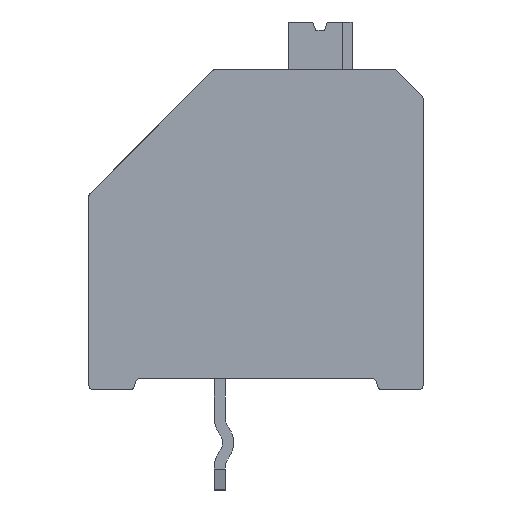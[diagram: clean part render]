
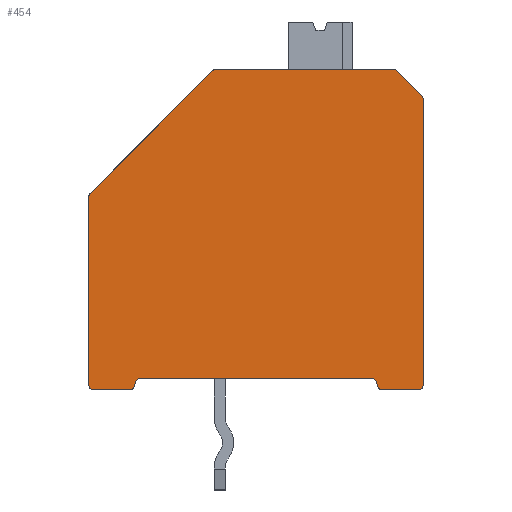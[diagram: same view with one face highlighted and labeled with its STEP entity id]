
A CAD part, front view. The second image highlights one B-rep face of the part: STEP entity #454.
In plain terms, the highlighted planar face has unit normal (0, -1, 0).
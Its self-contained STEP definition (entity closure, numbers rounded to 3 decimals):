
#454 = ADVANCED_FACE( '', ( #1135 ), #1136, .F. );
#1135 = FACE_OUTER_BOUND( '', #2072, .T. );
#1136 = PLANE( '', #2073 );
#2072 = EDGE_LOOP( '', ( #3174, #3175, #3176, #3177, #3178, #3179, #3180, #3181, #3182, #3183, #3184, #3185, #3186, #3187, #3188, #3189, #3190, #3191, #3192, #3193 ) );
#2073 = AXIS2_PLACEMENT_3D( '', #3194, #3195, #3196 );
#3174 = ORIENTED_EDGE( '', *, *, #5954, .F. );
#3175 = ORIENTED_EDGE( '', *, *, #5955, .F. );
#3176 = ORIENTED_EDGE( '', *, *, #5956, .F. );
#3177 = ORIENTED_EDGE( '', *, *, #5957, .F. );
#3178 = ORIENTED_EDGE( '', *, *, #5804, .F. );
#3179 = ORIENTED_EDGE( '', *, *, #5958, .F. );
#3180 = ORIENTED_EDGE( '', *, *, #5945, .F. );
#3181 = ORIENTED_EDGE( '', *, *, #5896, .F. );
#3182 = ORIENTED_EDGE( '', *, *, #5959, .F. );
#3183 = ORIENTED_EDGE( '', *, *, #5960, .F. );
#3184 = ORIENTED_EDGE( '', *, *, #5839, .F. );
#3185 = ORIENTED_EDGE( '', *, *, #5961, .F. );
#3186 = ORIENTED_EDGE( '', *, *, #5962, .F. );
#3187 = ORIENTED_EDGE( '', *, *, #5963, .F. );
#3188 = ORIENTED_EDGE( '', *, *, #5964, .F. );
#3189 = ORIENTED_EDGE( '', *, *, #5965, .F. );
#3190 = ORIENTED_EDGE( '', *, *, #5966, .F. );
#3191 = ORIENTED_EDGE( '', *, *, #5967, .F. );
#3192 = ORIENTED_EDGE( '', *, *, #5931, .F. );
#3193 = ORIENTED_EDGE( '', *, *, #5968, .F. );
#3194 = CARTESIAN_POINT( '', ( 0.17, -2.06, 6.76 ) );
#3195 = DIRECTION( '', ( 0., 1., 0. ) );
#3196 = DIRECTION( '', ( 0., 0., 1. ) );
#5804 = EDGE_CURVE( '', #6958, #6961, #6962, .T. );
#5839 = EDGE_CURVE( '', #7023, #7026, #7027, .T. );
#5896 = EDGE_CURVE( '', #7127, #7122, #7129, .T. );
#5931 = EDGE_CURVE( '', #7190, #7192, #7193, .T. );
#5945 = EDGE_CURVE( '', #7122, #7212, #7213, .T. );
#5954 = EDGE_CURVE( '', #7227, #7228, #7229, .T. );
#5955 = EDGE_CURVE( '', #7230, #7227, #7231, .T. );
#5956 = EDGE_CURVE( '', #7232, #7230, #7233, .T. );
#5957 = EDGE_CURVE( '', #6961, #7232, #7234, .T. );
#5958 = EDGE_CURVE( '', #7212, #6958, #7235, .T. );
#5959 = EDGE_CURVE( '', #7236, #7127, #7237, .T. );
#5960 = EDGE_CURVE( '', #7026, #7236, #7238, .T. );
#5961 = EDGE_CURVE( '', #7239, #7023, #7240, .T. );
#5962 = EDGE_CURVE( '', #7241, #7239, #7242, .T. );
#5963 = EDGE_CURVE( '', #7243, #7241, #7244, .T. );
#5964 = EDGE_CURVE( '', #7245, #7243, #7246, .T. );
#5965 = EDGE_CURVE( '', #7247, #7245, #7248, .T. );
#5966 = EDGE_CURVE( '', #7249, #7247, #7250, .T. );
#5967 = EDGE_CURVE( '', #7192, #7249, #7251, .T. );
#5968 = EDGE_CURVE( '', #7228, #7190, #7252, .T. );
#6958 = VERTEX_POINT( '', #8670 );
#6961 = VERTEX_POINT( '', #8674 );
#6962 = CIRCLE( '', #8675, 0.17 );
#7023 = VERTEX_POINT( '', #8764 );
#7026 = VERTEX_POINT( '', #8768 );
#7027 = CIRCLE( '', #8769, 0.17 );
#7122 = VERTEX_POINT( '', #8896 );
#7127 = VERTEX_POINT( '', #8903 );
#7129 = LINE( '', #8906, #8907 );
#7190 = VERTEX_POINT( '', #9008 );
#7192 = VERTEX_POINT( '', #9011 );
#7193 = CIRCLE( '', #9012, 0.17 );
#7212 = VERTEX_POINT( '', #9037 );
#7213 = CIRCLE( '', #9038, 0.17 );
#7227 = VERTEX_POINT( '', #9057 );
#7228 = VERTEX_POINT( '', #9058 );
#7229 = CIRCLE( '', #9059, 0.17 );
#7230 = VERTEX_POINT( '', #9060 );
#7231 = LINE( '', #9061, #9062 );
#7232 = VERTEX_POINT( '', #9063 );
#7233 = CIRCLE( '', #9064, 0.17 );
#7234 = LINE( '', #9065, #9066 );
#7235 = LINE( '', #9067, #9068 );
#7236 = VERTEX_POINT( '', #9069 );
#7237 = CIRCLE( '', #9070, 0.17 );
#7238 = LINE( '', #9071, #9072 );
#7239 = VERTEX_POINT( '', #9073 );
#7240 = LINE( '', #9074, #9075 );
#7241 = VERTEX_POINT( '', #9076 );
#7242 = CIRCLE( '', #9077, 0.17 );
#7243 = VERTEX_POINT( '', #9078 );
#7244 = LINE( '', #9079, #9080 );
#7245 = VERTEX_POINT( '', #9081 );
#7246 = CIRCLE( '', #9082, 0.17 );
#7247 = VERTEX_POINT( '', #9083 );
#7248 = LINE( '', #9084, #9085 );
#7249 = VERTEX_POINT( '', #9086 );
#7250 = CIRCLE( '', #9087, 0.17 );
#7251 = LINE( '', #9088, #9089 );
#7252 = LINE( '', #9090, #9091 );
#8670 = CARTESIAN_POINT( '', ( 1.634, -2.06, -0.044 ) );
#8674 = CARTESIAN_POINT( '', ( 1.47, -2.06, -0.17 ) );
#8675 = AXIS2_PLACEMENT_3D( '', #11064, #11065, #11066 );
#8764 = CARTESIAN_POINT( '', ( 10.53, -2.06, -0.17 ) );
#8768 = CARTESIAN_POINT( '', ( 10.366, -2.06, -0.044 ) );
#8769 = AXIS2_PLACEMENT_3D( '', #11099, #11100, #11101 );
#8896 = CARTESIAN_POINT( '', ( 1.838, -2.06, 0.23 ) );
#8903 = CARTESIAN_POINT( '', ( 10.162, -2.06, 0.23 ) );
#8906 = CARTESIAN_POINT( '', ( 1.838, -2.06, 0.23 ) );
#8907 = VECTOR( '', #11167, 1000. );
#9008 = CARTESIAN_POINT( '', ( 4.45, -2.06, 11.28 ) );
#9011 = CARTESIAN_POINT( '', ( 4.57, -2.06, 11.33 ) );
#9012 = AXIS2_PLACEMENT_3D( '', #11215, #11216, #11217 );
#9037 = CARTESIAN_POINT( '', ( 1.673, -2.06, 0.104 ) );
#9038 = AXIS2_PLACEMENT_3D( '', #11236, #11237, #11238 );
#9057 = CARTESIAN_POINT( '', ( 0., -2.06, 6.76 ) );
#9058 = CARTESIAN_POINT( '', ( 0.05, -2.06, 6.88 ) );
#9059 = AXIS2_PLACEMENT_3D( '', #11247, #11248, #11249 );
#9060 = CARTESIAN_POINT( '', ( 0., -2.06, 0. ) );
#9061 = CARTESIAN_POINT( '', ( 0., -2.06, 6.76 ) );
#9062 = VECTOR( '', #11250, 1000. );
#9063 = CARTESIAN_POINT( '', ( 0.17, -2.06, -0.17 ) );
#9064 = AXIS2_PLACEMENT_3D( '', #11251, #11252, #11253 );
#9065 = CARTESIAN_POINT( '', ( 1.47, -2.06, -0.17 ) );
#9066 = VECTOR( '', #11254, 1000. );
#9067 = CARTESIAN_POINT( '', ( 1.634, -2.06, -0.044 ) );
#9068 = VECTOR( '', #11255, 1000. );
#9069 = CARTESIAN_POINT( '', ( 10.327, -2.06, 0.104 ) );
#9070 = AXIS2_PLACEMENT_3D( '', #11256, #11257, #11258 );
#9071 = CARTESIAN_POINT( '', ( 10.327, -2.06, 0.104 ) );
#9072 = VECTOR( '', #11259, 1000. );
#9073 = CARTESIAN_POINT( '', ( 11.83, -2.06, -0.17 ) );
#9074 = CARTESIAN_POINT( '', ( 11.83, -2.06, -0.17 ) );
#9075 = VECTOR( '', #11260, 1000. );
#9076 = CARTESIAN_POINT( '', ( 12., -2.06, 0. ) );
#9077 = AXIS2_PLACEMENT_3D( '', #11261, #11262, #11263 );
#9078 = CARTESIAN_POINT( '', ( 12., -2.06, 10.26 ) );
#9079 = CARTESIAN_POINT( '', ( 12., -2.06, 0. ) );
#9080 = VECTOR( '', #11264, 1000. );
#9081 = CARTESIAN_POINT( '', ( 11.95, -2.06, 10.38 ) );
#9082 = AXIS2_PLACEMENT_3D( '', #11265, #11266, #11267 );
#9083 = CARTESIAN_POINT( '', ( 11.05, -2.06, 11.28 ) );
#9084 = CARTESIAN_POINT( '', ( 11.05, -2.06, 11.28 ) );
#9085 = VECTOR( '', #11268, 1000. );
#9086 = CARTESIAN_POINT( '', ( 10.93, -2.06, 11.33 ) );
#9087 = AXIS2_PLACEMENT_3D( '', #11269, #11270, #11271 );
#9088 = CARTESIAN_POINT( '', ( 4.57, -2.06, 11.33 ) );
#9089 = VECTOR( '', #11272, 1000. );
#9090 = CARTESIAN_POINT( '', ( 0.05, -2.06, 6.88 ) );
#9091 = VECTOR( '', #11273, 1000. );
#11064 = CARTESIAN_POINT( '', ( 1.47, -2.06, 0. ) );
#11065 = DIRECTION( '', ( 0., 1., 0. ) );
#11066 = DIRECTION( '', ( 1., 0., 0. ) );
#11099 = CARTESIAN_POINT( '', ( 10.53, -2.06, 0. ) );
#11100 = DIRECTION( '', ( 0., 1., 0. ) );
#11101 = DIRECTION( '', ( 1., 0., 0. ) );
#11167 = DIRECTION( '', ( -1., 0., 0. ) );
#11215 = CARTESIAN_POINT( '', ( 4.57, -2.06, 11.16 ) );
#11216 = DIRECTION( '', ( 0., 1., 0. ) );
#11217 = DIRECTION( '', ( 1., 0., 0. ) );
#11236 = CARTESIAN_POINT( '', ( 1.838, -2.06, 0.06 ) );
#11237 = DIRECTION( '', ( 0., -1., 0. ) );
#11238 = DIRECTION( '', ( 1., 0., 0. ) );
#11247 = CARTESIAN_POINT( '', ( 0.17, -2.06, 6.76 ) );
#11248 = DIRECTION( '', ( 0., 1., 0. ) );
#11249 = DIRECTION( '', ( 1., 0., 0. ) );
#11250 = DIRECTION( '', ( 0., 0., 1. ) );
#11251 = CARTESIAN_POINT( '', ( 0.17, -2.06, 0. ) );
#11252 = DIRECTION( '', ( 0., 1., 0. ) );
#11253 = DIRECTION( '', ( 1., 0., 0. ) );
#11254 = DIRECTION( '', ( -1., 0., 0. ) );
#11255 = DIRECTION( '', ( -0.259, 0., -0.966 ) );
#11256 = CARTESIAN_POINT( '', ( 10.162, -2.06, 0.06 ) );
#11257 = DIRECTION( '', ( 0., -1., 0. ) );
#11258 = DIRECTION( '', ( 1., 0., 0. ) );
#11259 = DIRECTION( '', ( -0.259, 0., 0.966 ) );
#11260 = DIRECTION( '', ( -1., 0., 0. ) );
#11261 = CARTESIAN_POINT( '', ( 11.83, -2.06, 0. ) );
#11262 = DIRECTION( '', ( 0., 1., 0. ) );
#11263 = DIRECTION( '', ( -1., 0., 0. ) );
#11264 = DIRECTION( '', ( 0., 0., -1. ) );
#11265 = CARTESIAN_POINT( '', ( 11.83, -2.06, 10.26 ) );
#11266 = DIRECTION( '', ( 0., 1., 0. ) );
#11267 = DIRECTION( '', ( -1., 0., 0. ) );
#11268 = DIRECTION( '', ( 0.707, 0., -0.707 ) );
#11269 = CARTESIAN_POINT( '', ( 10.93, -2.06, 11.16 ) );
#11270 = DIRECTION( '', ( 0., 1., 0. ) );
#11271 = DIRECTION( '', ( 1., 0., 0. ) );
#11272 = DIRECTION( '', ( 1., 0., 0. ) );
#11273 = DIRECTION( '', ( 0.707, 0., 0.707 ) );
